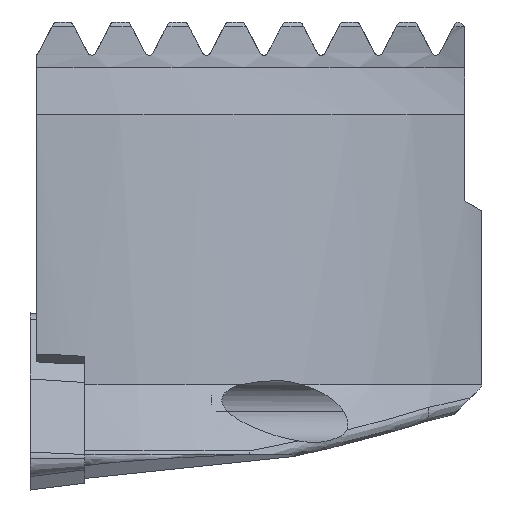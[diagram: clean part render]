
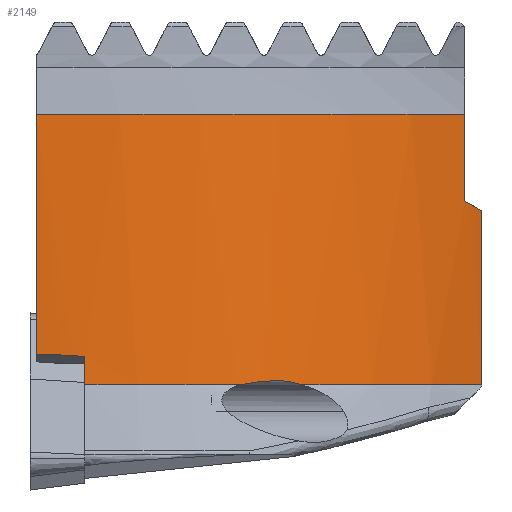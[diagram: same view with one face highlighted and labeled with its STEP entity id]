
A CAD part, left-side view. The second image highlights one B-rep face of the part: STEP entity #2149.
In plain terms, the highlighted cylindrical face has radius 23 mm (diameter 46 mm), a partial arc.
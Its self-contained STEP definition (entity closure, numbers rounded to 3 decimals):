
#1389=EDGE_CURVE('NONE',#1939,#2439,#4097,.F.);
#1543=VERTEX_POINT('NONE',#4266);
#1563=VERTEX_POINT('NONE',#4289);
#1939=VERTEX_POINT('NONE',#4704);
#2027=VERTEX_POINT('NONE',#4801);
#2069=EDGE_CURVE('NONE',#2131,#3725,#4845,.F.);
#2131=VERTEX_POINT('NONE',#4915);
#2149=ADVANCED_FACE('NONE',(#4933),#4934,.T.);
#2241=VERTEX_POINT('NONE',#5038);
#2281=EDGE_CURVE('NONE',#2541,#2027,#5079,.F.);
#2299=EDGE_CURVE('NONE',#2241,#1543,#5100,.F.);
#2377=EDGE_CURVE('NONE',#2439,#3371,#5182,.F.);
#2439=VERTEX_POINT('NONE',#5250);
#2541=VERTEX_POINT('NONE',#5360);
#2933=EDGE_CURVE('NONE',#3371,#1563,#5786,.F.);
#3205=EDGE_CURVE('NONE',#1939,#2541,#6083,.T.);
#3261=EDGE_CURVE('NONE',#2131,#2241,#6147,.F.);
#3287=EDGE_CURVE('NONE',#1563,#1543,#6173,.F.);
#3371=VERTEX_POINT('NONE',#6264);
#3725=VERTEX_POINT('NONE',#6646);
#3915=EDGE_CURVE('NONE',#2027,#3725,#6855,.F.);
#4097=LINE('',#7049,#7050);
#4266=CARTESIAN_POINT('',(1.5,-0.28,16.379));
#4289=CARTESIAN_POINT('',(11.179,-18.93,16.379));
#4704=CARTESIAN_POINT('',(12.304,-19.68,4.579));
#4801=CARTESIAN_POINT('',(3.301,-9.101,4.579));
#4845=LINE('',#9624,#9625);
#4915=CARTESIAN_POINT('',(1.605,-2.38,5.822));
#4933=FACE_OUTER_BOUND('',#9837,.T.);
#4934=CYLINDRICAL_SURFACE('',#9838,23.0);
#5038=CARTESIAN_POINT('',(1.5,-0.28,5.91));
#5079=B_SPLINE_CURVE_WITH_KNOTS('',3,(#10227,#10228,#10229,#10230,#10231,#10232,#10233,#10234,#10235,#10236,#10237,#10238,#10239,#10240,#10241,#10242,#10243,#10244,#10245,#10246,#10247,#10248,#10249,#10250,#10251),.UNSPECIFIED.,.F.,.F.,(4,2,2,2,2,2,2,2,2,2,3,4),(-6.556,-5.841,-5.166,-4.491,-3.141,-2.063,-1.524,-0.985,-0.493,-0.246,0.0,0.246),.UNSPECIFIED.);
#5100=LINE('',#10274,#10275);
#5182=ELLIPSE('',#10452,26.558,23.0);
#5250=CARTESIAN_POINT('',(12.304,-19.68,12.167));
#5360=CARTESIAN_POINT('',(4.699,-11.881,4.579));
#5786=LINE('',#11532,#11533);
#6083=CIRCLE('',#12043,23.0);
#6147=ELLIPSE('',#12180,30.024,23.0);
#6173=CIRCLE('',#12244,23.0);
#6264=CARTESIAN_POINT('',(11.179,-18.93,12.6));
#6646=CARTESIAN_POINT('',(1.605,-2.38,4.579));
#6855=CIRCLE('',#13396,23.0);
#7049=CARTESIAN_POINT('',(12.304,-19.68,4.579));
#7050=VECTOR('',#13700,1.0);
#9624=CARTESIAN_POINT('',(1.605,-2.38,4.579));
#9625=VECTOR('',#14576,1.0);
#9837=EDGE_LOOP('',(#14682,#14683,#14684,#14685,#14686,#14687,#14688,#14689,#14690,#14691));
#9838=AXIS2_PLACEMENT_3D('',#14692,#14693,#14694);
#10227=CARTESIAN_POINT('',(2.693,-7.492,3.763));
#10228=CARTESIAN_POINT('',(2.741,-7.634,3.948));
#10229=CARTESIAN_POINT('',(2.821,-7.866,4.095));
#10230=CARTESIAN_POINT('',(2.964,-8.257,4.298));
#10231=CARTESIAN_POINT('',(3.042,-8.462,4.381));
#10232=CARTESIAN_POINT('',(3.21,-8.885,4.524));
#10233=CARTESIAN_POINT('',(3.3,-9.104,4.584));
#10234=CARTESIAN_POINT('',(3.586,-9.763,4.727));
#10235=CARTESIAN_POINT('',(3.796,-10.207,4.774));
#10236=CARTESIAN_POINT('',(4.163,-10.928,4.774));
#10237=CARTESIAN_POINT('',(4.349,-11.274,4.744));
#10238=CARTESIAN_POINT('',(4.63,-11.765,4.622));
#10239=CARTESIAN_POINT('',(4.723,-11.923,4.569));
#10240=CARTESIAN_POINT('',(4.903,-12.222,4.433));
#10241=CARTESIAN_POINT('',(4.99,-12.362,4.35));
#10242=CARTESIAN_POINT('',(5.141,-12.6,4.154));
#10243=CARTESIAN_POINT('',(5.214,-12.712,4.033));
#10244=CARTESIAN_POINT('',(5.292,-12.832,3.821));
#10245=CARTESIAN_POINT('',(5.313,-12.864,3.746));
#10246=CARTESIAN_POINT('',(5.342,-12.907,3.588));
#10247=CARTESIAN_POINT('',(5.35,-12.919,3.506));
#10248=CARTESIAN_POINT('',(5.35,-12.919,3.424));
#10249=CARTESIAN_POINT('',(5.35,-12.919,3.342));
#10250=CARTESIAN_POINT('',(5.342,-12.907,3.26));
#10251=CARTESIAN_POINT('',(5.328,-12.885,3.181));
#10274=CARTESIAN_POINT('',(1.5,-0.28,4.579));
#10275=VECTOR('',#14879,1.0);
#10452=AXIS2_PLACEMENT_3D('',#14938,#14939,#14940);
#11532=CARTESIAN_POINT('',(11.179,-18.93,4.579));
#11533=VECTOR('',#15641,1.0);
#12043=AXIS2_PLACEMENT_3D('',#15972,#15973,#15974);
#12180=AXIS2_PLACEMENT_3D('',#16055,#16056,#16057);
#12244=AXIS2_PLACEMENT_3D('',#16077,#16078,#16079);
#13396=AXIS2_PLACEMENT_3D('',#16779,#16780,#16781);
#13700=DIRECTION('',(0.,0.,-1.0));
#14576=DIRECTION('',(0.,0.,1.0));
#14682=ORIENTED_EDGE('',*,*,#3205,.F.);
#14683=ORIENTED_EDGE('',*,*,#1389,.T.);
#14684=ORIENTED_EDGE('',*,*,#2377,.T.);
#14685=ORIENTED_EDGE('',*,*,#2933,.T.);
#14686=ORIENTED_EDGE('',*,*,#3287,.T.);
#14687=ORIENTED_EDGE('',*,*,#2299,.F.);
#14688=ORIENTED_EDGE('',*,*,#3261,.F.);
#14689=ORIENTED_EDGE('',*,*,#2069,.T.);
#14690=ORIENTED_EDGE('',*,*,#3915,.F.);
#14691=ORIENTED_EDGE('',*,*,#2281,.F.);
#14692=CARTESIAN_POINT('',(24.5,-0.18,4.579));
#14693=DIRECTION('',(0.,0.,-1.0));
#14694=DIRECTION('',(0.,1.0,0.));
#14879=DIRECTION('',(0.,0.,-1.0));
#14938=CARTESIAN_POINT('',(24.5,-0.18,23.425));
#14939=DIRECTION('',(0.,-0.5,0.866));
#14940=DIRECTION('',(0.,0.866,0.5));
#15641=DIRECTION('',(0.,0.,-1.0));
#15972=CARTESIAN_POINT('',(24.5,-0.18,4.579));
#15973=DIRECTION('',(0.,0.,-1.0));
#15974=DIRECTION('',(0.,1.0,0.));
#16055=CARTESIAN_POINT('',(24.5,-0.18,-13.389));
#16056=DIRECTION('',(0.643,0.,0.766));
#16057=DIRECTION('',(-0.766,0.,0.643));
#16077=CARTESIAN_POINT('',(24.5,-0.18,16.379));
#16078=DIRECTION('',(0.,0.,1.0));
#16079=DIRECTION('',(0.,1.0,0.));
#16779=CARTESIAN_POINT('',(24.5,-0.18,4.579));
#16780=DIRECTION('',(0.,0.,1.0));
#16781=DIRECTION('',(0.,1.0,0.));
